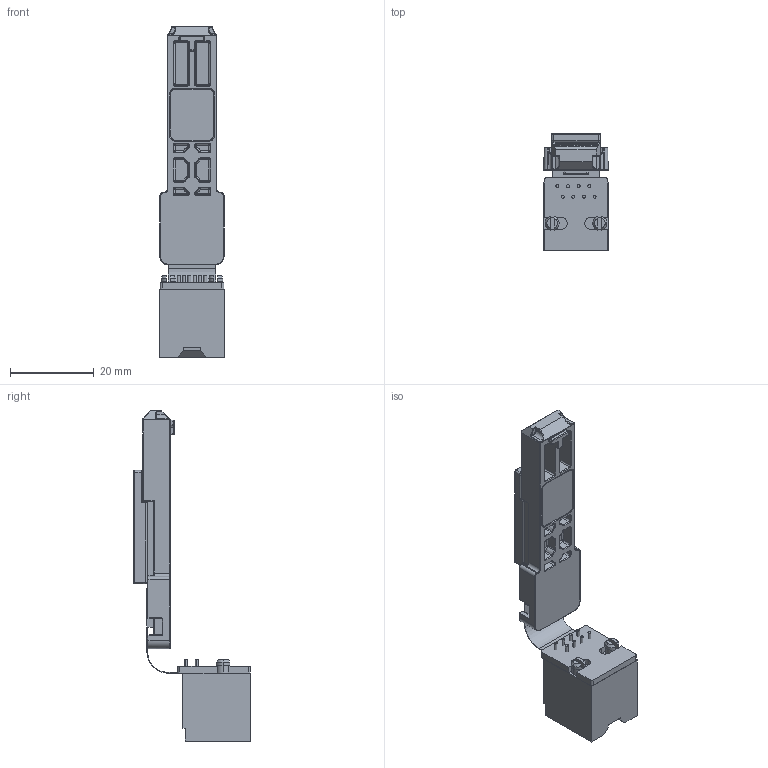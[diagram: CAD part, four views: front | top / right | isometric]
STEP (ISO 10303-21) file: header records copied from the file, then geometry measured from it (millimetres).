
FILE_DESCRIPTION (( 'STEP AP214' ), '1' );
FILE_NAME ('MOD-2112217~-a.STEP', '2017-05-15T13:44:25', ( 'first' ), ( 'Hewlett-Packard Company' ), 'SwSTEP 2.0', 'SolidWorks 2015', '' );
FILE_SCHEMA (( 'AUTOMOTIVE_DESIGN' ));
Length unit declared in the file: millimetre
Products named in the file (1): MOD-2112217~-a
Bounding box: 15.5 x 27.99 x 79.07 mm (x, y, z)
Volume: 7104.3 mm3; surface area: 9405.6 mm2
Topology: 16 solids, 16 shells, 1849 faces, 4397 edges, 2584 vertices
Faces by surface type: cylinder 631, bspline 620, plane 475, cone 123
Entity records: 65473 total; most frequent: CARTESIAN_POINT 26046, ORIENTED_EDGE 8676, DIRECTION 7420, EDGE_CURVE 4338, AXIS2_PLACEMENT_3D 2746, VERTEX_POINT 2584, VECTOR 1928, LINE 1928
